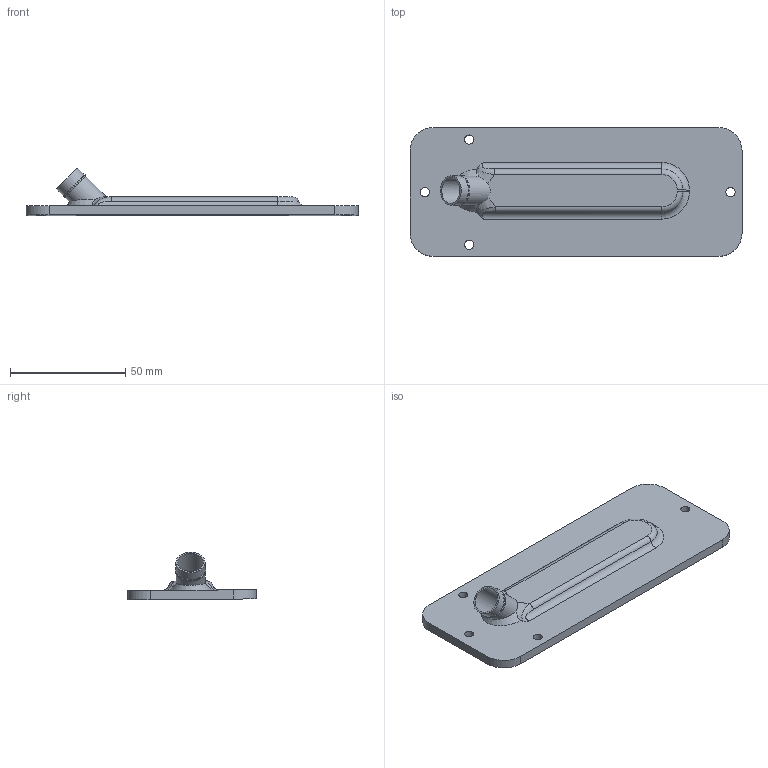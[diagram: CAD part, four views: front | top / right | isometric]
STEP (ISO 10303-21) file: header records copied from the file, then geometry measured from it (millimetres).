
FILE_DESCRIPTION(/* description */ (''),/* implementation_level */ '2;1');
FILE_NAME(/* name */ 'diff_base.step',/* time_stamp */ '2025-04-05T19:16:36-04:00',/* author */ (''),/* organization */ (''),/* preprocessor_version */ 'ST-DEVELOPER v20.1',/* originating_system */ 'Autodesk Translation Framework v14.4.0.0',/* authorisation */ '');
FILE_SCHEMA (('AUTOMOTIVE_DESIGN { 1 0 10303 214 3 1 1 }'));
Length unit declared in the file: millimetre
Products named in the file (3): armatron_7; Wrist Joint; wire_box (1)
Assembly tree (2 placements, depth 3):
  armatron_7
    Wrist Joint
      wire_box (1)
Bounding box: 144.31 x 55.98 x 20.8 mm (x, y, z)
Volume: 33703.4 mm3; surface area: 19541.3 mm2
Topology: 1 solids, 1 shells, 46 faces, 122 edges, 80 vertices
Faces by surface type: cylinder 18, plane 16, bspline 6, torus 4, cone 2
Full cylindrical faces by diameter (mm): 4 x4, 11.17 x1, 12.7 x2, 13.324 x1
Entity records: 1868 total; most frequent: CARTESIAN_POINT 624, DIRECTION 243, ORIENTED_EDGE 242, EDGE_CURVE 121, AXIS2_PLACEMENT_3D 97, VERTEX_POINT 80, EDGE_LOOP 59, LINE 49
